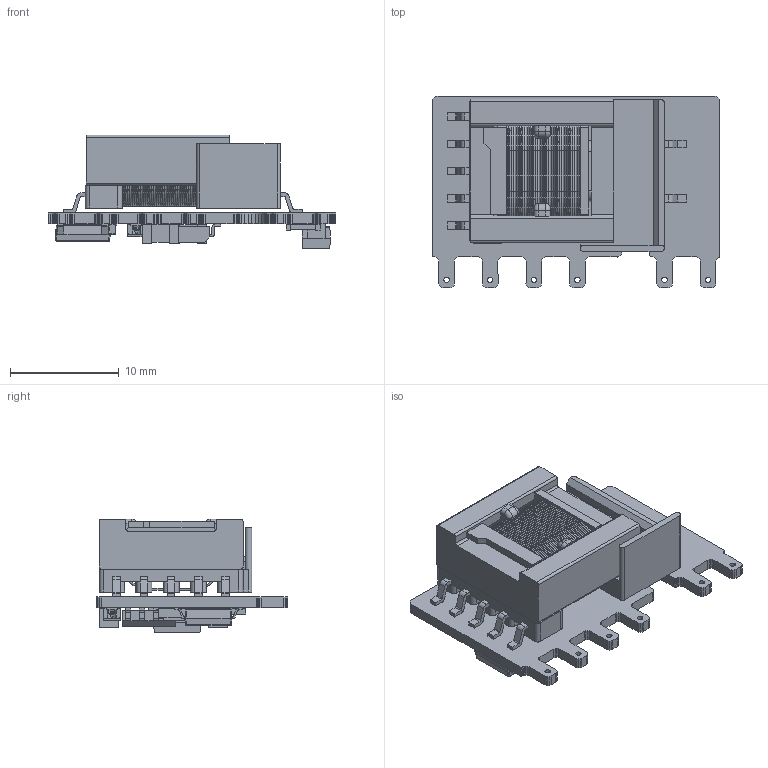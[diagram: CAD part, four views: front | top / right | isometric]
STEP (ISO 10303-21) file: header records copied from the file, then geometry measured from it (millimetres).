
FILE_DESCRIPTION (( 'STEP AP214' ), '1' );
FILE_NAME ('CUI_PBO-5C-12.step', '2021-01-08T22:02:17', ( '' ), ( '' ), 'SwSTEP 2.0', 'SolidWorks 2020', '' );
FILE_SCHEMA (( 'AUTOMOTIVE_DESIGN' ));
Length unit declared in the file: inch
Products named in the file (1): CUI_PBO-5C-12
Bounding box: 26.37 x 17.61 x 10.45 mm (x, y, z)
Volume: 1433.7 mm3; surface area: 3408.2 mm2
Topology: 47 solids, 47 shells, 1231 faces, 3254 edges, 2042 vertices
Faces by surface type: plane 747, cylinder 335, torus 141, sphere 8
Entity records: 45155 total; most frequent: CARTESIAN_POINT 6856, ORIENTED_EDGE 6508, DIRECTION 6435, EDGE_CURVE 3254, LINE 2345, VECTOR 2345, AXIS2_PLACEMENT_3D 2045, VERTEX_POINT 2042
